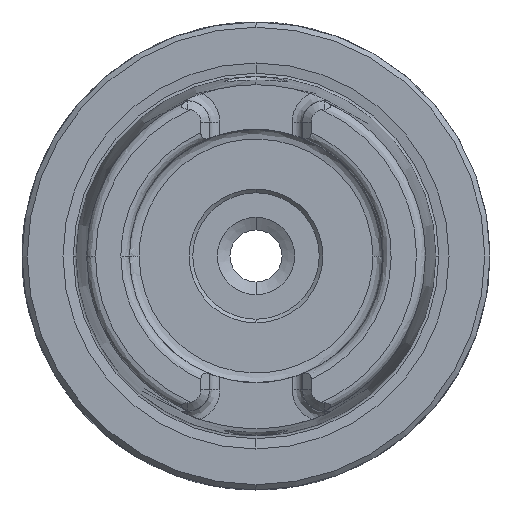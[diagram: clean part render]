
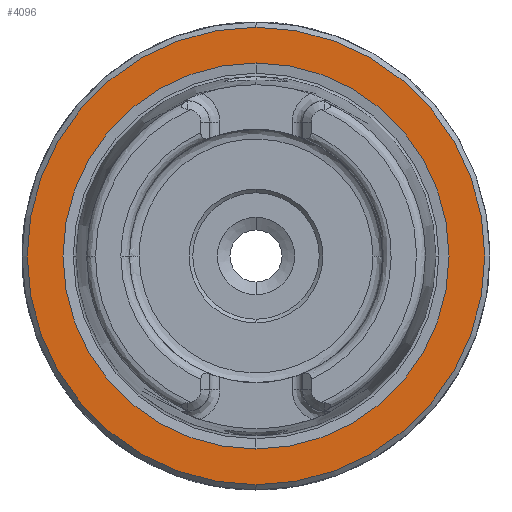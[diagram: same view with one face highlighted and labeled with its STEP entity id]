
A CAD part, left-side view. The second image highlights one B-rep face of the part: STEP entity #4096.
In plain terms, the highlighted planar face has unit normal (-1, 0, 0).
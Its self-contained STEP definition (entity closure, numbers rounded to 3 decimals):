
#58 = VERTEX_POINT ( 'NONE', #4595 ) ;
#99 = DIRECTION ( 'NONE',  ( 0., 0., 1. ) ) ;
#296 = FACE_OUTER_BOUND ( 'NONE', #3820, .T. ) ;
#385 = ORIENTED_EDGE ( 'NONE', *, *, #10096, .T. ) ;
#428 = CARTESIAN_POINT ( 'NONE',  ( 31.9, 0., -25.96 ) ) ;
#431 = ORIENTED_EDGE ( 'NONE', *, *, #892, .T. ) ;
#674 = PLANE ( 'NONE',  #1040 ) ;
#787 = DIRECTION ( 'NONE',  ( 0., 0., 1. ) ) ;
#892 = EDGE_CURVE ( 'NONE', #6453, #2900, #7021, .T. ) ;
#1040 = AXIS2_PLACEMENT_3D ( 'NONE', #3936, #7783, #3002 ) ;
#1300 = AXIS2_PLACEMENT_3D ( 'NONE', #2308, #3943, #99 ) ;
#1465 = ORIENTED_EDGE ( 'NONE', *, *, #3458, .T. ) ;
#2111 = DIRECTION ( 'NONE',  ( 0., 0., -1. ) ) ;
#2308 = CARTESIAN_POINT ( 'NONE',  ( 31.9, 0., 0. ) ) ;
#2337 = CARTESIAN_POINT ( 'NONE',  ( 31.9, 0., 0. ) ) ;
#2580 = DIRECTION ( 'NONE',  ( 0., 0., -1. ) ) ;
#2900 = VERTEX_POINT ( 'NONE', #3218 ) ;
#3002 = DIRECTION ( 'NONE',  ( 0., 0., 1. ) ) ;
#3218 = CARTESIAN_POINT ( 'NONE',  ( 31.9, 0., 25.96 ) ) ;
#3228 = CIRCLE ( 'NONE', #3579, 30.77 ) ;
#3458 = EDGE_CURVE ( 'NONE', #2900, #6453, #7103, .T. ) ;
#3579 = AXIS2_PLACEMENT_3D ( 'NONE', #9168, #5277, #2111 ) ;
#3820 = EDGE_LOOP ( 'NONE', ( #385, #6265 ) ) ;
#3936 = CARTESIAN_POINT ( 'NONE',  ( 31.9, 0., 0. ) ) ;
#3943 = DIRECTION ( 'NONE',  ( 1., 0., 0. ) ) ;
#4096 = ADVANCED_FACE ( 'NONE', ( #5830, #296 ), #674, .T. ) ;
#4595 = CARTESIAN_POINT ( 'NONE',  ( 31.9, 0., 30.77 ) ) ;
#4680 = DIRECTION ( 'NONE',  ( 1., 0., 0. ) ) ;
#4931 = CARTESIAN_POINT ( 'NONE',  ( 31.9, 0., -30.77 ) ) ;
#5277 = DIRECTION ( 'NONE',  ( -1., 0., 0. ) ) ;
#5807 = CIRCLE ( 'NONE', #9678, 30.77 ) ;
#5830 = FACE_BOUND ( 'NONE', #6988, .T. ) ;
#6265 = ORIENTED_EDGE ( 'NONE', *, *, #8576, .T. ) ;
#6453 = VERTEX_POINT ( 'NONE', #428 ) ;
#6988 = EDGE_LOOP ( 'NONE', ( #1465, #431 ) ) ;
#7021 = CIRCLE ( 'NONE', #8510, 25.96 ) ;
#7067 = VERTEX_POINT ( 'NONE', #4931 ) ;
#7103 = CIRCLE ( 'NONE', #1300, 25.96 ) ;
#7346 = DIRECTION ( 'NONE',  ( -1., 0., 0. ) ) ;
#7783 = DIRECTION ( 'NONE',  ( -1., 0., 0. ) ) ;
#8510 = AXIS2_PLACEMENT_3D ( 'NONE', #2337, #4680, #787 ) ;
#8576 = EDGE_CURVE ( 'NONE', #58, #7067, #3228, .T. ) ;
#9168 = CARTESIAN_POINT ( 'NONE',  ( 31.9, 0., 0. ) ) ;
#9646 = CARTESIAN_POINT ( 'NONE',  ( 31.9, 0., 0. ) ) ;
#9678 = AXIS2_PLACEMENT_3D ( 'NONE', #9646, #7346, #2580 ) ;
#10096 = EDGE_CURVE ( 'NONE', #7067, #58, #5807, .T. ) ;
